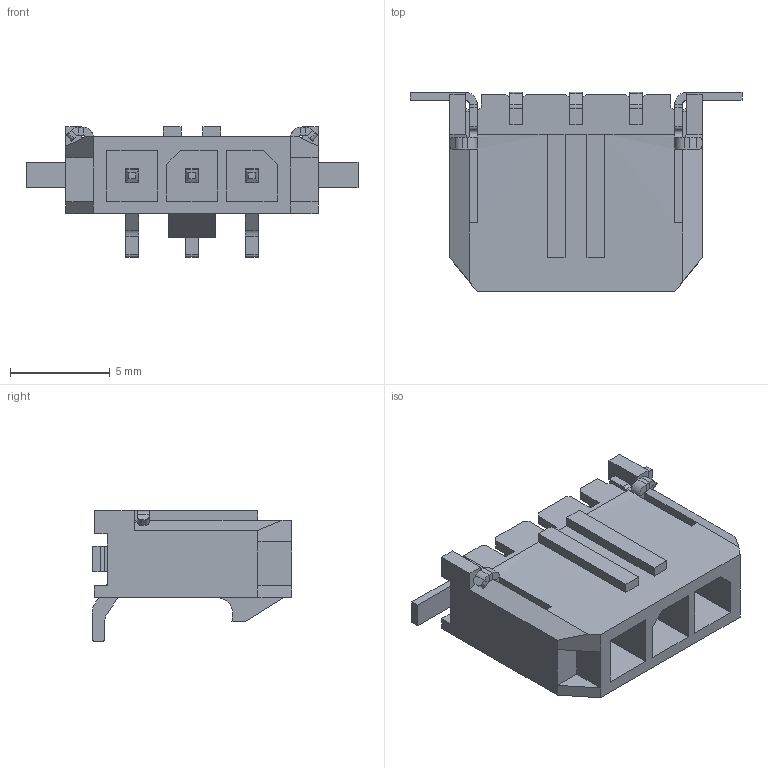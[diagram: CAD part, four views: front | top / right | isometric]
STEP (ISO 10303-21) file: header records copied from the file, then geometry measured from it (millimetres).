
FILE_DESCRIPTION( ('This file contains a STEP AP42 implementation' ,'as created by ZW3D STEP Interface translator.') ,'2;1' );
FILE_NAME( 'WF3001-1WMXXB02.stp' ,'23 5 8.16 556', (''), ('ZWCAD Software Co.'), 'Version 1.0', 'ZW3D to STEP translator', '' );
FILE_SCHEMA(('AUTOMOTIVE_DESIGN { 1 0 10303 214 1 1 1 1 }'));
Length unit declared in the file: millimetre
Products named in the file (2): 0; WF3001-1WMXXB02
Bounding box: 16.65 x 10.01 x 6.57 mm (x, y, z)
Volume: 320.5 mm3; surface area: 825.4 mm2
Topology: 1 solids, 26 shells, 591 faces, 1464 edges, 922 vertices
Faces by surface type: plane 479, cylinder 110, bspline 2
Entity records: 17810 total; most frequent: CARTESIAN_POINT 3018, ORIENTED_EDGE 2933, DIRECTION 2895, EDGE_CURVE 1464, VECTOR 1195, LINE 1195, VERTEX_POINT 922, AXIS2_PLACEMENT_3D 850
